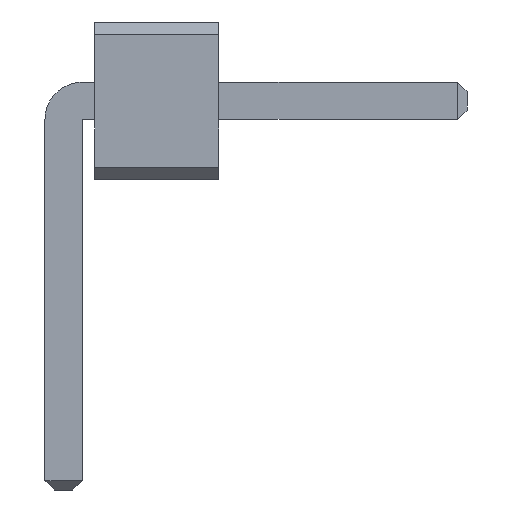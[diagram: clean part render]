
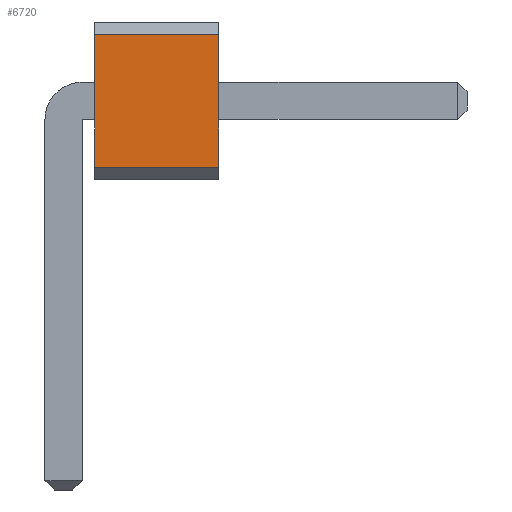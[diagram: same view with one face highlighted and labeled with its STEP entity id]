
A CAD part, front view. The second image highlights one B-rep face of the part: STEP entity #6720.
In plain terms, the highlighted planar face has unit normal (0, -1, 0).
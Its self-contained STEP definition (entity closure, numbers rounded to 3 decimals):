
#718 = VERTEX_POINT('',#719);
#719 = CARTESIAN_POINT('',(0.25,-24.5,1.17));
#725 = EDGE_CURVE('',#726,#718,#728,.T.);
#726 = VERTEX_POINT('',#727);
#727 = CARTESIAN_POINT('',(0.25,-24.5,0.1));
#728 = LINE('',#729,#730);
#729 = CARTESIAN_POINT('',(0.25,-24.5,0.1));
#730 = VECTOR('',#731,1.);
#731 = DIRECTION('',(0.,0.,1.));
#2769 = VERTEX_POINT('',#2770);
#2770 = CARTESIAN_POINT('',(1.25,-24.5,1.17));
#2776 = EDGE_CURVE('',#2777,#2769,#2779,.T.);
#2777 = VERTEX_POINT('',#2778);
#2778 = CARTESIAN_POINT('',(1.25,-24.5,0.1));
#2779 = LINE('',#2780,#2781);
#2780 = CARTESIAN_POINT('',(1.25,-24.5,0.1));
#2781 = VECTOR('',#2782,1.);
#2782 = DIRECTION('',(0.,0.,1.));
#6692 = EDGE_CURVE('',#726,#2777,#6693,.T.);
#6693 = LINE('',#6694,#6695);
#6694 = CARTESIAN_POINT('',(0.25,-24.5,0.1));
#6695 = VECTOR('',#6696,1.);
#6696 = DIRECTION('',(1.,0.,0.));
#6720 = ADVANCED_FACE('',(#6721),#6732,.T.);
#6721 = FACE_BOUND('',#6722,.T.);
#6722 = EDGE_LOOP('',(#6723,#6724,#6725,#6731));
#6723 = ORIENTED_EDGE('',*,*,#6692,.T.);
#6724 = ORIENTED_EDGE('',*,*,#2776,.T.);
#6725 = ORIENTED_EDGE('',*,*,#6726,.F.);
#6726 = EDGE_CURVE('',#718,#2769,#6727,.T.);
#6727 = LINE('',#6728,#6729);
#6728 = CARTESIAN_POINT('',(0.25,-24.5,1.17));
#6729 = VECTOR('',#6730,1.);
#6730 = DIRECTION('',(1.,0.,0.));
#6731 = ORIENTED_EDGE('',*,*,#725,.F.);
#6732 = PLANE('',#6733);
#6733 = AXIS2_PLACEMENT_3D('',#6734,#6735,#6736);
#6734 = CARTESIAN_POINT('',(0.25,-24.5,0.1));
#6735 = DIRECTION('',(0.,-1.,0.));
#6736 = DIRECTION('',(0.,0.,1.));
